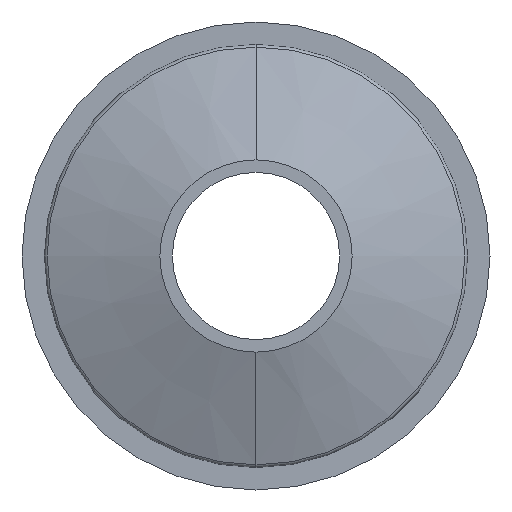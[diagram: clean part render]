
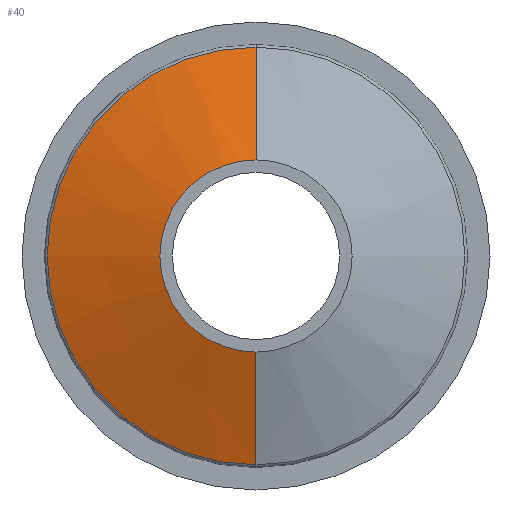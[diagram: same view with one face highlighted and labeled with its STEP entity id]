
A CAD part, left-side view. The second image highlights one B-rep face of the part: STEP entity #40.
In plain terms, the highlighted conical face has half-angle 70 degrees and reference radius 24.991 mm.
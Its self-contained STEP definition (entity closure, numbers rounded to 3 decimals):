
#8 = CARTESIAN_POINT ( 'NONE',  ( -13.419, 0., -11.5 ) ) ;
#38 = CARTESIAN_POINT ( 'NONE',  ( -8.509, 0., -24.992 ) ) ;
#40 = ADVANCED_FACE ( 'NONE', ( #235 ), #229, .T. ) ;
#53 = CARTESIAN_POINT ( 'NONE',  ( -8.509, 0., -24.992 ) ) ;
#62 = EDGE_CURVE ( 'NONE', #212, #334, #326, .T. ) ;
#63 = DIRECTION ( 'NONE',  ( 1., 0., 0. ) ) ;
#68 = EDGE_CURVE ( 'NONE', #172, #175, #343, .T. ) ;
#90 = ORIENTED_EDGE ( 'NONE', *, *, #62, .F. ) ;
#108 = DIRECTION ( 'NONE',  ( -1., 0., 0. ) ) ;
#144 = AXIS2_PLACEMENT_3D ( 'NONE', #513, #63, #471 ) ;
#145 = DIRECTION ( 'NONE',  ( -1., 0., 0. ) ) ;
#172 = VERTEX_POINT ( 'NONE', #277 ) ;
#173 = LINE ( 'NONE', #53, #492 ) ;
#175 = VERTEX_POINT ( 'NONE', #38 ) ;
#192 = CARTESIAN_POINT ( 'NONE',  ( -13.419, 0., 11.5 ) ) ;
#212 = VERTEX_POINT ( 'NONE', #192 ) ;
#217 = DIRECTION ( 'NONE',  ( 0.342, 0., 0.94 ) ) ;
#229 = CONICAL_SURFACE ( 'NONE', #144, 24.992, 1.222 ) ;
#235 = FACE_OUTER_BOUND ( 'NONE', #423, .T. ) ;
#249 = DIRECTION ( 'NONE',  ( 0.342, 0., -0.94 ) ) ;
#277 = CARTESIAN_POINT ( 'NONE',  ( -8.509, 0., 24.992 ) ) ;
#296 = ORIENTED_EDGE ( 'NONE', *, *, #409, .T. ) ;
#300 = ORIENTED_EDGE ( 'NONE', *, *, #417, .F. ) ;
#326 = CIRCLE ( 'NONE', #448, 11.5 ) ;
#327 = VECTOR ( 'NONE', #217, 1000. ) ;
#334 = VERTEX_POINT ( 'NONE', #8 ) ;
#343 = CIRCLE ( 'NONE', #387, 24.992 ) ;
#350 = DIRECTION ( 'NONE',  ( 0., 0., 1. ) ) ;
#387 = AXIS2_PLACEMENT_3D ( 'NONE', #482, #145, #515 ) ;
#409 = EDGE_CURVE ( 'NONE', #212, #172, #459, .T. ) ;
#417 = EDGE_CURVE ( 'NONE', #334, #175, #173, .T. ) ;
#423 = EDGE_LOOP ( 'NONE', ( #90, #296, #454, #300 ) ) ;
#426 = CARTESIAN_POINT ( 'NONE',  ( -8.509, 0., 24.992 ) ) ;
#448 = AXIS2_PLACEMENT_3D ( 'NONE', #485, #108, #350 ) ;
#454 = ORIENTED_EDGE ( 'NONE', *, *, #68, .T. ) ;
#459 = LINE ( 'NONE', #426, #327 ) ;
#471 = DIRECTION ( 'NONE',  ( 0., 0., -1. ) ) ;
#482 = CARTESIAN_POINT ( 'NONE',  ( -8.509, 0., 0. ) ) ;
#485 = CARTESIAN_POINT ( 'NONE',  ( -13.419, 0., 0. ) ) ;
#492 = VECTOR ( 'NONE', #249, 1000. ) ;
#513 = CARTESIAN_POINT ( 'NONE',  ( -8.509, 0., 0. ) ) ;
#515 = DIRECTION ( 'NONE',  ( 0., 0., 1. ) ) ;
